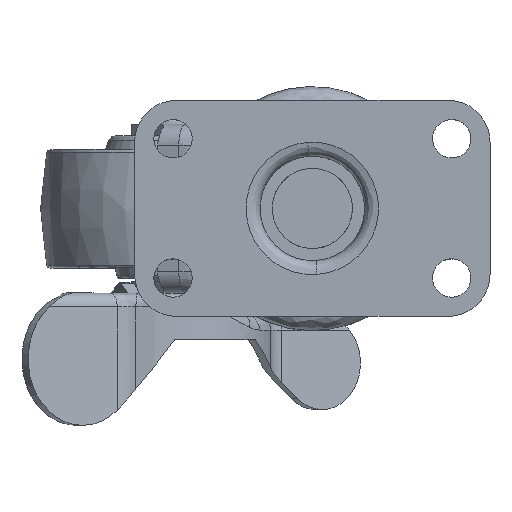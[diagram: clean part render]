
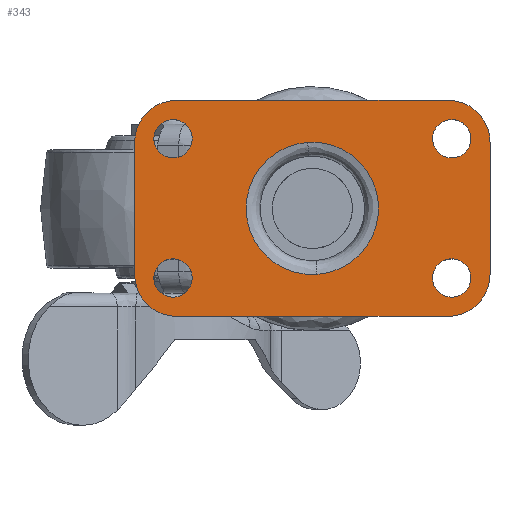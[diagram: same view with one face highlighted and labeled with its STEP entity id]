
A CAD part, top view. The second image highlights one B-rep face of the part: STEP entity #343.
In plain terms, the highlighted planar face has unit normal (0, 0, 1).
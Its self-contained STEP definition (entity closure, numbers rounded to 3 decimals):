
#343=ADVANCED_FACE('',(#1390,#1391,#1392,#1393,#1394,#1395),#1389,.F.);
#1389=PLANE('',#4150);
#1390=FACE_OUTER_BOUND('',#4151,.T.);
#1391=FACE_BOUND('',#4152,.T.);
#1392=FACE_BOUND('',#4153,.T.);
#1393=FACE_BOUND('',#4154,.T.);
#1394=FACE_BOUND('',#4155,.T.);
#1395=FACE_BOUND('',#4156,.T.);
#4147=CARTESIAN_POINT('',(-10.6,18.6,38.));
#4148=DIRECTION('',(0.,0.,-1.));
#4149=DIRECTION('',(1.,0.,0.));
#4150=AXIS2_PLACEMENT_3D('',#4147,#4148,#4149);
#4151=EDGE_LOOP('',(#7168,#7169,#7170,#7171,#7172,#7173,#7174,#7175));
#4152=EDGE_LOOP('',(#7176,#7177,#7178,#7179));
#4153=EDGE_LOOP('',(#7180,#7181));
#4154=EDGE_LOOP('',(#7182,#7183));
#4155=EDGE_LOOP('',(#7184,#7185));
#4156=EDGE_LOOP('',(#7186,#7187));
#7168=ORIENTED_EDGE('',*,*,#8365,.T.);
#7169=ORIENTED_EDGE('',*,*,#8366,.T.);
#7170=ORIENTED_EDGE('',*,*,#8367,.T.);
#7171=ORIENTED_EDGE('',*,*,#8368,.T.);
#7172=ORIENTED_EDGE('',*,*,#8369,.T.);
#7173=ORIENTED_EDGE('',*,*,#8370,.T.);
#7174=ORIENTED_EDGE('',*,*,#8371,.T.);
#7175=ORIENTED_EDGE('',*,*,#8372,.T.);
#7176=ORIENTED_EDGE('',*,*,#8373,.T.);
#7177=ORIENTED_EDGE('',*,*,#8374,.T.);
#7178=ORIENTED_EDGE('',*,*,#8375,.T.);
#7179=ORIENTED_EDGE('',*,*,#8376,.T.);
#7180=ORIENTED_EDGE('',*,*,#8377,.F.);
#7181=ORIENTED_EDGE('',*,*,#8378,.F.);
#7182=ORIENTED_EDGE('',*,*,#8379,.F.);
#7183=ORIENTED_EDGE('',*,*,#8380,.F.);
#7184=ORIENTED_EDGE('',*,*,#8381,.F.);
#7185=ORIENTED_EDGE('',*,*,#8382,.F.);
#7186=ORIENTED_EDGE('',*,*,#8383,.F.);
#7187=ORIENTED_EDGE('',*,*,#8384,.F.);
#8365=EDGE_CURVE('',#10665,#10666,#10667,.T.);
#8366=EDGE_CURVE('',#10666,#10673,#10674,.T.);
#8367=EDGE_CURVE('',#10673,#10680,#10681,.T.);
#8368=EDGE_CURVE('',#10680,#10687,#10688,.T.);
#8369=EDGE_CURVE('',#10687,#10694,#10695,.T.);
#8370=EDGE_CURVE('',#10694,#10701,#10702,.T.);
#8371=EDGE_CURVE('',#10701,#10708,#10709,.T.);
#8372=EDGE_CURVE('',#10708,#10665,#10715,.T.);
#8373=EDGE_CURVE('',#10721,#10722,#10723,.T.);
#8374=EDGE_CURVE('',#10722,#10729,#10730,.T.);
#8375=EDGE_CURVE('',#10729,#10736,#10737,.T.);
#8376=EDGE_CURVE('',#10736,#10721,#10743,.T.);
#8377=EDGE_CURVE('',#10749,#10750,#10751,.T.);
#8378=EDGE_CURVE('',#10750,#10749,#10757,.T.);
#8379=EDGE_CURVE('',#10763,#10764,#10765,.T.);
#8380=EDGE_CURVE('',#10764,#10763,#10771,.T.);
#8381=EDGE_CURVE('',#10777,#10778,#10779,.T.);
#8382=EDGE_CURVE('',#10778,#10777,#10785,.T.);
#8383=EDGE_CURVE('',#10791,#10792,#10793,.T.);
#8384=EDGE_CURVE('',#10792,#10791,#10799,.T.);
#10665=VERTEX_POINT('',#15907);
#10666=VERTEX_POINT('',#15908);
#10667=LINE('',#15909,#15910);
#10673=VERTEX_POINT('',#15912);
#10674=CIRCLE('',#15916,6.);
#10680=VERTEX_POINT('',#15917);
#10681=LINE('',#15918,#15919);
#10687=VERTEX_POINT('',#15921);
#10688=CIRCLE('',#15925,6.);
#10694=VERTEX_POINT('',#15926);
#10695=LINE('',#15927,#15928);
#10701=VERTEX_POINT('',#15930);
#10702=CIRCLE('',#15934,6.);
#10708=VERTEX_POINT('',#15935);
#10709=LINE('',#15936,#15937);
#10715=CIRCLE('',#15942,6.);
#10721=VERTEX_POINT('',#15943);
#10722=VERTEX_POINT('',#15944);
#10723=CIRCLE('',#15948,9.5);
#10729=VERTEX_POINT('',#15949);
#10730=CIRCLE('',#15953,9.5);
#10736=VERTEX_POINT('',#15954);
#10737=CIRCLE('',#15958,9.5);
#10743=CIRCLE('',#15962,9.5);
#10749=VERTEX_POINT('',#15963);
#10750=VERTEX_POINT('',#15964);
#10751=CIRCLE('',#15968,2.75);
#10757=CIRCLE('',#15972,2.75);
#10763=VERTEX_POINT('',#15973);
#10764=VERTEX_POINT('',#15974);
#10765=CIRCLE('',#15978,2.75);
#10771=CIRCLE('',#15982,2.75);
#10777=VERTEX_POINT('',#15983);
#10778=VERTEX_POINT('',#15984);
#10779=CIRCLE('',#15988,2.75);
#10785=CIRCLE('',#15992,2.75);
#10791=VERTEX_POINT('',#15993);
#10792=VERTEX_POINT('',#15994);
#10793=CIRCLE('',#15998,2.75);
#10799=CIRCLE('',#16002,2.75);
#15907=CARTESIAN_POINT('',(0.5,-15.5,38.));
#15908=CARTESIAN_POINT('',(39.5,-15.5,38.));
#15909=CARTESIAN_POINT('',(0.5,-15.5,38.));
#15910=VECTOR('',#15911,39.);
#15911=DIRECTION('',(1.,0.,0.));
#15912=CARTESIAN_POINT('',(45.5,-9.5,38.));
#15913=CARTESIAN_POINT('',(39.5,-9.5,38.));
#15914=DIRECTION('',(0.,0.,1.));
#15915=DIRECTION('',(0.,1.,0.));
#15916=AXIS2_PLACEMENT_3D('',#15913,#15914,#15915);
#15917=CARTESIAN_POINT('',(45.5,9.5,38.));
#15918=CARTESIAN_POINT('',(45.5,-9.5,38.));
#15919=VECTOR('',#15920,19.);
#15920=DIRECTION('',(0.,1.,0.));
#15921=CARTESIAN_POINT('',(39.5,15.5,38.));
#15922=CARTESIAN_POINT('',(39.5,9.5,38.));
#15923=DIRECTION('',(0.,0.,1.));
#15924=DIRECTION('',(-1.,0.,0.));
#15925=AXIS2_PLACEMENT_3D('',#15922,#15923,#15924);
#15926=CARTESIAN_POINT('',(0.5,15.5,38.));
#15927=CARTESIAN_POINT('',(39.5,15.5,38.));
#15928=VECTOR('',#15929,39.);
#15929=DIRECTION('',(-1.,0.,0.));
#15930=CARTESIAN_POINT('',(-5.5,9.5,38.));
#15931=CARTESIAN_POINT('',(0.5,9.5,38.));
#15932=DIRECTION('',(0.,0.,1.));
#15933=DIRECTION('',(0.,-1.,0.));
#15934=AXIS2_PLACEMENT_3D('',#15931,#15932,#15933);
#15935=CARTESIAN_POINT('',(-5.5,-9.5,38.));
#15936=CARTESIAN_POINT('',(-5.5,9.5,38.));
#15937=VECTOR('',#15938,19.);
#15938=DIRECTION('',(0.,-1.,0.));
#15939=CARTESIAN_POINT('',(0.5,-9.5,38.));
#15940=DIRECTION('',(0.,0.,1.));
#15941=DIRECTION('',(1.,0.,0.));
#15942=AXIS2_PLACEMENT_3D('',#15939,#15940,#15941);
#15943=CARTESIAN_POINT('',(10.5,0.,38.));
#15944=CARTESIAN_POINT('',(19.336,9.477,38.));
#15945=CARTESIAN_POINT('',(20.,0.,38.));
#15946=DIRECTION('',(0.,0.,-1.));
#15947=DIRECTION('',(-1.,0.,0.));
#15948=AXIS2_PLACEMENT_3D('',#15945,#15946,#15947);
#15949=CARTESIAN_POINT('',(20.662,-9.477,38.));
#15950=CARTESIAN_POINT('',(20.,0.,38.));
#15951=DIRECTION('',(0.,0.,-1.));
#15952=DIRECTION('',(-1.,0.,0.));
#15953=AXIS2_PLACEMENT_3D('',#15950,#15951,#15952);
#15954=CARTESIAN_POINT('',(10.501,-0.119,38.));
#15955=CARTESIAN_POINT('',(20.,0.,38.));
#15956=DIRECTION('',(0.,0.,-1.));
#15957=DIRECTION('',(-1.,0.,0.));
#15958=AXIS2_PLACEMENT_3D('',#15955,#15956,#15957);
#15959=CARTESIAN_POINT('',(20.,0.,38.));
#15960=DIRECTION('',(0.,0.,-1.));
#15961=DIRECTION('',(1.,0.013,0.));
#15962=AXIS2_PLACEMENT_3D('',#15959,#15960,#15961);
#15963=CARTESIAN_POINT('',(39.784,-12.742,38.));
#15964=CARTESIAN_POINT('',(40.216,-7.258,38.));
#15965=CARTESIAN_POINT('',(40.,-10.,38.));
#15966=DIRECTION('',(0.,0.,1.));
#15967=DIRECTION('',(0.078,0.997,0.));
#15968=AXIS2_PLACEMENT_3D('',#15965,#15966,#15967);
#15969=CARTESIAN_POINT('',(40.,-10.,38.));
#15970=DIRECTION('',(0.,0.,1.));
#15971=DIRECTION('',(0.078,0.997,0.));
#15972=AXIS2_PLACEMENT_3D('',#15969,#15970,#15971);
#15973=CARTESIAN_POINT('',(-0.216,-12.742,38.));
#15974=CARTESIAN_POINT('',(0.216,-7.258,38.));
#15975=CARTESIAN_POINT('',(0.,-10.,38.));
#15976=DIRECTION('',(0.,0.,1.));
#15977=DIRECTION('',(0.078,0.997,0.));
#15978=AXIS2_PLACEMENT_3D('',#15975,#15976,#15977);
#15979=CARTESIAN_POINT('',(0.,-10.,38.));
#15980=DIRECTION('',(0.,0.,1.));
#15981=DIRECTION('',(0.078,0.997,0.));
#15982=AXIS2_PLACEMENT_3D('',#15979,#15980,#15981);
#15983=CARTESIAN_POINT('',(39.784,7.258,38.));
#15984=CARTESIAN_POINT('',(40.216,12.742,38.));
#15985=CARTESIAN_POINT('',(40.,10.,38.));
#15986=DIRECTION('',(0.,0.,1.));
#15987=DIRECTION('',(0.078,0.997,0.));
#15988=AXIS2_PLACEMENT_3D('',#15985,#15986,#15987);
#15989=CARTESIAN_POINT('',(40.,10.,38.));
#15990=DIRECTION('',(0.,0.,1.));
#15991=DIRECTION('',(0.078,0.997,0.));
#15992=AXIS2_PLACEMENT_3D('',#15989,#15990,#15991);
#15993=CARTESIAN_POINT('',(-0.216,7.258,38.));
#15994=CARTESIAN_POINT('',(0.216,12.742,38.));
#15995=CARTESIAN_POINT('',(0.,10.,38.));
#15996=DIRECTION('',(0.,0.,1.));
#15997=DIRECTION('',(0.078,0.997,0.));
#15998=AXIS2_PLACEMENT_3D('',#15995,#15996,#15997);
#15999=CARTESIAN_POINT('',(0.,10.,38.));
#16000=DIRECTION('',(0.,0.,1.));
#16001=DIRECTION('',(0.078,0.997,0.));
#16002=AXIS2_PLACEMENT_3D('',#15999,#16000,#16001);
